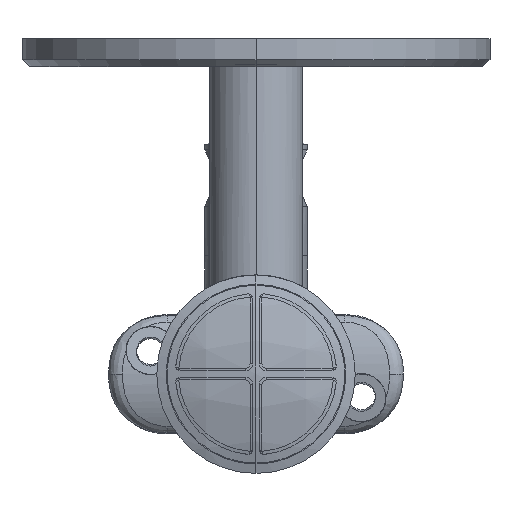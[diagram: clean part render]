
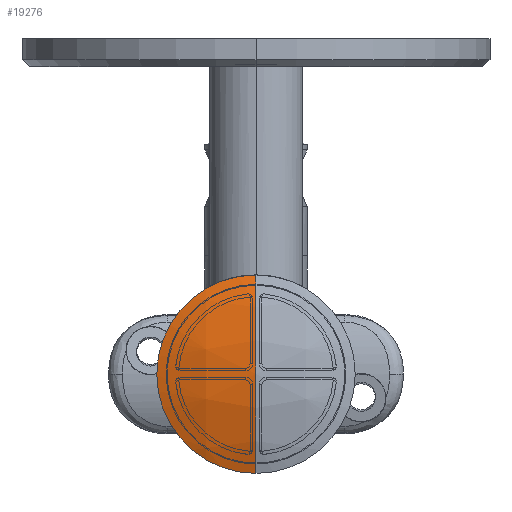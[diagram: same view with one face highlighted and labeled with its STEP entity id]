
A CAD part, front view. The second image highlights one B-rep face of the part: STEP entity #19276.
In plain terms, the highlighted spherical face has radius 58.18 mm.
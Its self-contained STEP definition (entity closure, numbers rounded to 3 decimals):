
#207 = CIRCLE ( 'NONE', #5376, 58.18 ) ;
#509 = DIRECTION ( 'NONE',  ( 0., 0., 1. ) ) ;
#1253 = AXIS2_PLACEMENT_3D ( 'NONE', #9775, #8011, #20785 ) ;
#1460 = DIRECTION ( 'NONE',  ( -1., 0., 0. ) ) ;
#2178 = CIRCLE ( 'NONE', #1253, 58.18 ) ;
#2606 = EDGE_CURVE ( 'NONE', #18315, #4290, #16890, .T. ) ;
#3820 = CARTESIAN_POINT ( 'NONE',  ( -3., 0., 0. ) ) ;
#4251 = ORIENTED_EDGE ( 'NONE', *, *, #2606, .T. ) ;
#4290 = VERTEX_POINT ( 'NONE', #13051 ) ;
#5320 = DIRECTION ( 'NONE',  ( 0., 1., 0. ) ) ;
#5376 = AXIS2_PLACEMENT_3D ( 'NONE', #27623, #5320, #21170 ) ;
#6036 = EDGE_CURVE ( 'NONE', #18315, #18973, #2178, .T. ) ;
#8011 = DIRECTION ( 'NONE',  ( 0., -1., 0. ) ) ;
#9775 = CARTESIAN_POINT ( 'NONE',  ( 51.18, 0., 0. ) ) ;
#11657 = SPHERICAL_SURFACE ( 'NONE', #27274, 58.18 ) ;
#11945 = CARTESIAN_POINT ( 'NONE',  ( 51.18, 0., 0. ) ) ;
#13051 = CARTESIAN_POINT ( 'NONE',  ( -3., 0., -21.2 ) ) ;
#16890 = CIRCLE ( 'NONE', #23927, 21.2 ) ;
#18315 = VERTEX_POINT ( 'NONE', #24651 ) ;
#18973 = VERTEX_POINT ( 'NONE', #23727 ) ;
#19276 = ADVANCED_FACE ( 'NONE', ( #27227 ), #11657, .T. ) ;
#20625 = DIRECTION ( 'NONE',  ( 0., 1., 0. ) ) ;
#20785 = DIRECTION ( 'NONE',  ( 0., 0., -1. ) ) ;
#21170 = DIRECTION ( 'NONE',  ( 0., 0., 1. ) ) ;
#21881 = EDGE_LOOP ( 'NONE', ( #4251, #22749, #28553 ) ) ;
#22749 = ORIENTED_EDGE ( 'NONE', *, *, #27035, .T. ) ;
#23727 = CARTESIAN_POINT ( 'NONE',  ( -7., 0., 0. ) ) ;
#23927 = AXIS2_PLACEMENT_3D ( 'NONE', #3820, #1460, #28177 ) ;
#24651 = CARTESIAN_POINT ( 'NONE',  ( -3., 0., 21.2 ) ) ;
#27035 = EDGE_CURVE ( 'NONE', #4290, #18973, #207, .T. ) ;
#27227 = FACE_OUTER_BOUND ( 'NONE', #21881, .T. ) ;
#27274 = AXIS2_PLACEMENT_3D ( 'NONE', #11945, #20625, #509 ) ;
#27623 = CARTESIAN_POINT ( 'NONE',  ( 51.18, 0., 0. ) ) ;
#28177 = DIRECTION ( 'NONE',  ( 0., 0., 1. ) ) ;
#28553 = ORIENTED_EDGE ( 'NONE', *, *, #6036, .F. ) ;
